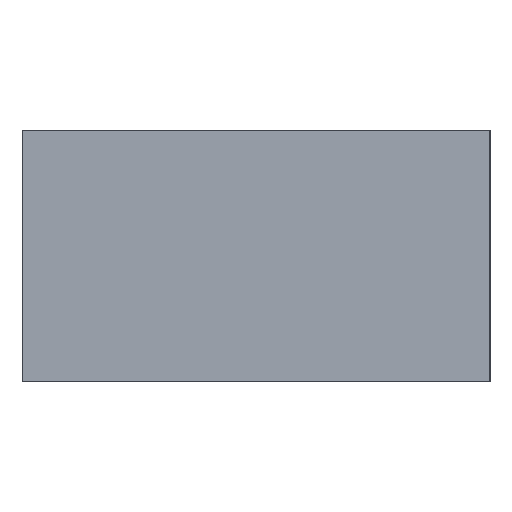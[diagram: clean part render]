
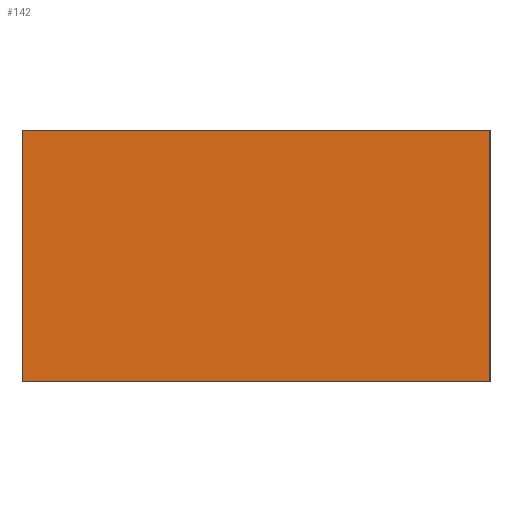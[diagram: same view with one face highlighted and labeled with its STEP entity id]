
A CAD part, left-side view. The second image highlights one B-rep face of the part: STEP entity #142.
In plain terms, the highlighted planar face has unit normal (-1, 0, 0).
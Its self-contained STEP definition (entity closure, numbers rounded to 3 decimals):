
#38 = CARTESIAN_POINT ( 'NONE',  ( -1.525, 1.53, 0.635 ) ) ;
#69 = VERTEX_POINT ( 'NONE', #1555 ) ;
#80 = ORIENTED_EDGE ( 'NONE', *, *, #556, .T. ) ;
#94 = AXIS2_PLACEMENT_3D ( 'NONE', #839, #459, #1345 ) ;
#127 = CARTESIAN_POINT ( 'NONE',  ( -1.525, 2.36, -0.635 ) ) ;
#142 = ADVANCED_FACE ( 'NONE', ( #1620 ), #725, .F. ) ;
#169 = VERTEX_POINT ( 'NONE', #1544 ) ;
#273 = DIRECTION ( 'NONE',  ( 0., 0., 1. ) ) ;
#381 = LINE ( 'NONE', #1017, #1083 ) ;
#445 = LINE ( 'NONE', #589, #973 ) ;
#459 = DIRECTION ( 'NONE',  ( 1., 0., 0. ) ) ;
#550 = ORIENTED_EDGE ( 'NONE', *, *, #946, .F. ) ;
#556 = EDGE_CURVE ( 'NONE', #169, #561, #381, .T. ) ;
#561 = VERTEX_POINT ( 'NONE', #886 ) ;
#569 = ORIENTED_EDGE ( 'NONE', *, *, #1004, .F. ) ;
#579 = EDGE_LOOP ( 'NONE', ( #550, #569, #80, #1234 ) ) ;
#589 = CARTESIAN_POINT ( 'NONE',  ( -1.525, 0., 0. ) ) ;
#696 = DIRECTION ( 'NONE',  ( 0., 0., 1. ) ) ;
#725 = PLANE ( 'NONE',  #94 ) ;
#738 = EDGE_CURVE ( 'NONE', #561, #1645, #445, .T. ) ;
#839 = CARTESIAN_POINT ( 'NONE',  ( -1.525, 1.53, -0.635 ) ) ;
#886 = CARTESIAN_POINT ( 'NONE',  ( -1.525, 0., -0.635 ) ) ;
#946 = EDGE_CURVE ( 'NONE', #69, #1645, #1572, .T. ) ;
#973 = VECTOR ( 'NONE', #696, 1000. ) ;
#1004 = EDGE_CURVE ( 'NONE', #169, #69, #1529, .T. ) ;
#1017 = CARTESIAN_POINT ( 'NONE',  ( -1.525, 1.53, -0.635 ) ) ;
#1063 = CARTESIAN_POINT ( 'NONE',  ( -1.525, 0., 0.635 ) ) ;
#1083 = VECTOR ( 'NONE', #1134, 1000. ) ;
#1134 = DIRECTION ( 'NONE',  ( 0., -1., 0. ) ) ;
#1193 = VECTOR ( 'NONE', #1588, 1000. ) ;
#1234 = ORIENTED_EDGE ( 'NONE', *, *, #738, .T. ) ;
#1345 = DIRECTION ( 'NONE',  ( 0., 0., -1. ) ) ;
#1517 = VECTOR ( 'NONE', #273, 1000. ) ;
#1529 = LINE ( 'NONE', #127, #1517 ) ;
#1544 = CARTESIAN_POINT ( 'NONE',  ( -1.525, 2.36, -0.635 ) ) ;
#1555 = CARTESIAN_POINT ( 'NONE',  ( -1.525, 2.36, 0.635 ) ) ;
#1572 = LINE ( 'NONE', #38, #1193 ) ;
#1588 = DIRECTION ( 'NONE',  ( 0., -1., 0. ) ) ;
#1620 = FACE_OUTER_BOUND ( 'NONE', #579, .T. ) ;
#1645 = VERTEX_POINT ( 'NONE', #1063 ) ;
